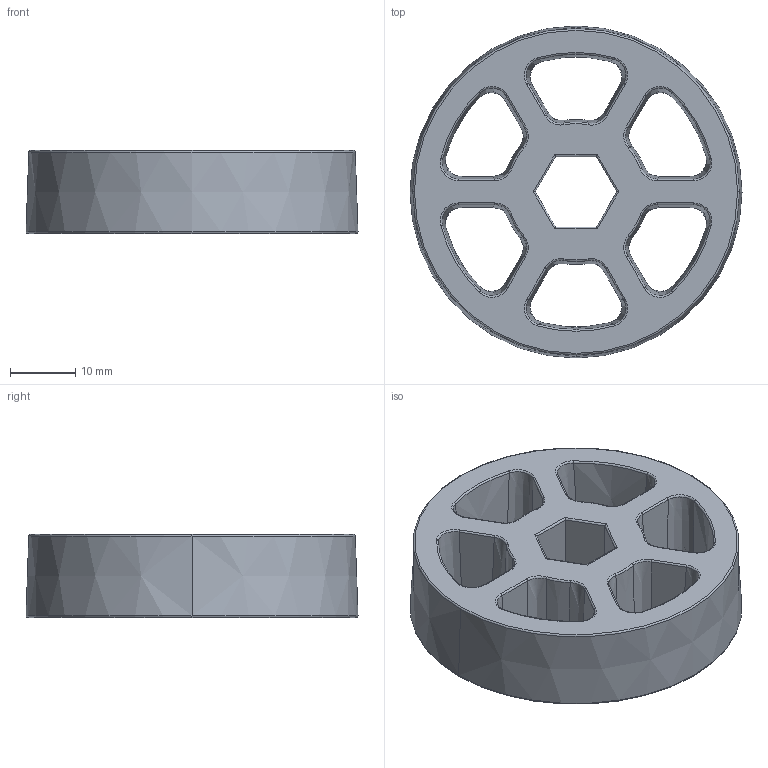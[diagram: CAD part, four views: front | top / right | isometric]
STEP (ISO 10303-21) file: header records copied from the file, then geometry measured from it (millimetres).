
FILE_DESCRIPTION (( 'STEP AP214' ), '1' );
FILE_NAME ('am-3462 2IN Molded 500Hex Compliant Wheel REV2.STEP', '2018-06-18T14:52:56', ( '' ), ( '' ), 'SwSTEP 2.0', 'SolidWorks 2017', '' );
FILE_SCHEMA (( 'AUTOMOTIVE_DESIGN' ));
Length unit declared in the file: inch
Products named in the file (1): am-3462 2IN Molded 500Hex Compliant Wheel REV2
Bounding box: 50.78 x 50.78 x 12.7 mm (x, y, z)
Volume: 15092.6 mm3; surface area: 7844.7 mm2
Topology: 1 solids, 1 shells, 182 faces, 428 edges, 248 vertices
Faces by surface type: bspline 72, cylinder 42, torus 34, plane 20, cone 14
Entity records: 8654 total; most frequent: CARTESIAN_POINT 4915, ORIENTED_EDGE 856, DIRECTION 680, EDGE_CURVE 428, AXIS2_PLACEMENT_3D 297, VERTEX_POINT 248, EDGE_LOOP 196, CIRCLE 186
